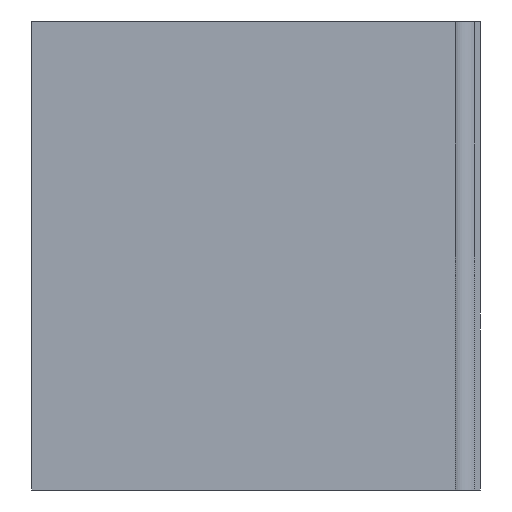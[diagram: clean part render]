
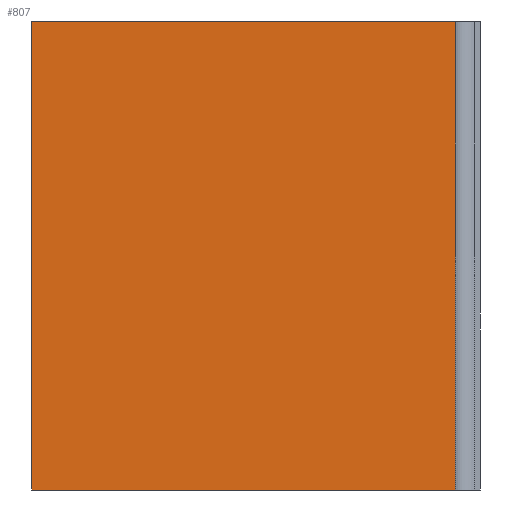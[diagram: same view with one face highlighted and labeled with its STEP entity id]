
A CAD part, left-side view. The second image highlights one B-rep face of the part: STEP entity #807.
In plain terms, the highlighted planar face has unit normal (-1, 0, 0).
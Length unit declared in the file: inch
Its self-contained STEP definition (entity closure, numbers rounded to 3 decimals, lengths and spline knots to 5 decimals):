
#70=PLANE('',#900);
#116=FACE_OUTER_BOUND('',#170,.T.);
#170=EDGE_LOOP('',(#710,#711,#712,#713));
#237=LINE('',#1438,#307);
#243=LINE('',#1454,#313);
#244=LINE('',#1456,#314);
#245=LINE('',#1457,#315);
#307=VECTOR('',#1097,0.3937);
#313=VECTOR('',#1111,0.3937);
#314=VECTOR('',#1112,0.3937);
#315=VECTOR('',#1113,0.3937);
#416=VERTEX_POINT('',#1435);
#417=VERTEX_POINT('',#1437);
#423=VERTEX_POINT('',#1453);
#424=VERTEX_POINT('',#1455);
#516=EDGE_CURVE('',#416,#417,#237,.T.);
#524=EDGE_CURVE('',#423,#416,#243,.T.);
#525=EDGE_CURVE('',#424,#423,#244,.T.);
#526=EDGE_CURVE('',#417,#424,#245,.T.);
#710=ORIENTED_EDGE('',*,*,#524,.F.);
#711=ORIENTED_EDGE('',*,*,#525,.F.);
#712=ORIENTED_EDGE('',*,*,#526,.F.);
#713=ORIENTED_EDGE('',*,*,#516,.F.);
#807=ADVANCED_FACE('',(#116),#70,.T.);
#900=AXIS2_PLACEMENT_3D('',#1452,#1109,#1110);
#1097=DIRECTION('',(0.,1.,0.));
#1109=DIRECTION('center_axis',(-1.,0.,0.));
#1110=DIRECTION('ref_axis',(0.,-1.,0.));
#1111=DIRECTION('',(0.,0.,-1.));
#1112=DIRECTION('',(0.,-1.,0.));
#1113=DIRECTION('',(0.,0.,1.));
#1435=CARTESIAN_POINT('',(-2.69,-0.62126,-0.73));
#1437=CARTESIAN_POINT('',(-2.69,0.7,-0.73));
#1438=CARTESIAN_POINT('',(-2.69,-0.7,-0.73));
#1452=CARTESIAN_POINT('Origin',(-2.69,0.7,0.));
#1453=CARTESIAN_POINT('',(-2.69,-0.62126,0.73));
#1454=CARTESIAN_POINT('',(-2.69,-0.62126,0.));
#1455=CARTESIAN_POINT('',(-2.69,0.7,0.73));
#1456=CARTESIAN_POINT('',(-2.69,-0.7,0.73));
#1457=CARTESIAN_POINT('',(-2.69,0.7,0.));
